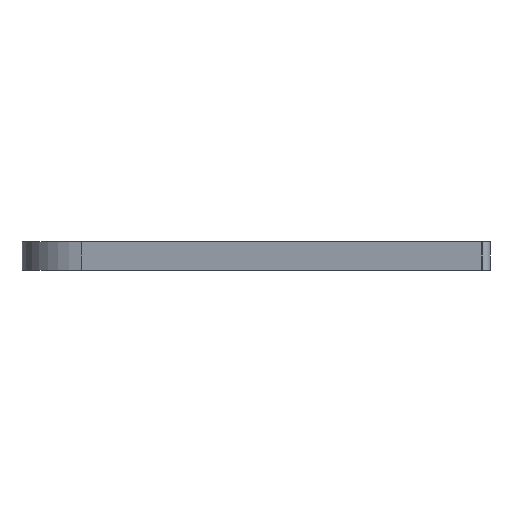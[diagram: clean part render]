
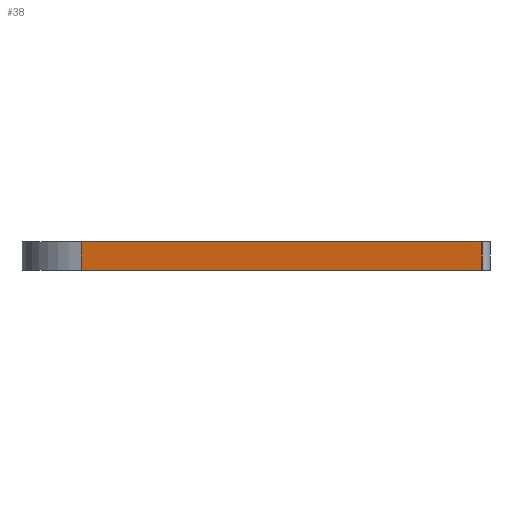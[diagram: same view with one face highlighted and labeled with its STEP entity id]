
A CAD part, left-side view. The second image highlights one B-rep face of the part: STEP entity #38.
In plain terms, the highlighted planar face has unit normal (-0.985, 0.174, 0).
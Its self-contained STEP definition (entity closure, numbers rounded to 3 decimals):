
#38 = ADVANCED_FACE ( 'NONE', ( #272 ), #525, .F. ) ;
#51 = CARTESIAN_POINT ( 'NONE',  ( -27.752, -4.264, 0. ) ) ;
#53 = VECTOR ( 'NONE', #669, 1000. ) ;
#117 = CARTESIAN_POINT ( 'NONE',  ( -37.549, -59.826, 4. ) ) ;
#125 = CARTESIAN_POINT ( 'NONE',  ( -27.752, -4.264, 4. ) ) ;
#144 = CARTESIAN_POINT ( 'NONE',  ( -37.549, -59.826, 4. ) ) ;
#150 = CARTESIAN_POINT ( 'NONE',  ( -37.549, -59.826, 0. ) ) ;
#166 = EDGE_LOOP ( 'NONE', ( #660, #592, #848, #562 ) ) ;
#170 = VECTOR ( 'NONE', #583, 1000. ) ;
#191 = LINE ( 'NONE', #456, #284 ) ;
#272 = FACE_OUTER_BOUND ( 'NONE', #166, .T. ) ;
#284 = VECTOR ( 'NONE', #399, 1000. ) ;
#298 = VECTOR ( 'NONE', #839, 1000. ) ;
#303 = EDGE_CURVE ( 'NONE', #845, #809, #505, .T. ) ;
#347 = DIRECTION ( 'NONE',  ( 0.985, -0.174, 0. ) ) ;
#388 = EDGE_CURVE ( 'NONE', #471, #809, #191, .T. ) ;
#399 = DIRECTION ( 'NONE',  ( -0.174, -0.985, 0. ) ) ;
#456 = CARTESIAN_POINT ( 'NONE',  ( -26.186, 4.617, 4. ) ) ;
#471 = VERTEX_POINT ( 'NONE', #125 ) ;
#505 = LINE ( 'NONE', #117, #298 ) ;
#525 = PLANE ( 'NONE',  #648 ) ;
#533 = CARTESIAN_POINT ( 'NONE',  ( -26.186, 4.617, 4. ) ) ;
#534 = CARTESIAN_POINT ( 'NONE',  ( -26.186, 4.617, 0. ) ) ;
#562 = ORIENTED_EDGE ( 'NONE', *, *, #570, .T. ) ;
#570 = EDGE_CURVE ( 'NONE', #471, #814, #727, .T. ) ;
#578 = EDGE_CURVE ( 'NONE', #814, #845, #738, .T. ) ;
#583 = DIRECTION ( 'NONE',  ( -0.174, -0.985, 0. ) ) ;
#592 = ORIENTED_EDGE ( 'NONE', *, *, #303, .T. ) ;
#648 = AXIS2_PLACEMENT_3D ( 'NONE', #533, #347, #876 ) ;
#660 = ORIENTED_EDGE ( 'NONE', *, *, #578, .T. ) ;
#669 = DIRECTION ( 'NONE',  ( 0., 0., -1. ) ) ;
#697 = CARTESIAN_POINT ( 'NONE',  ( -27.752, -4.264, 0. ) ) ;
#727 = LINE ( 'NONE', #51, #53 ) ;
#738 = LINE ( 'NONE', #534, #170 ) ;
#809 = VERTEX_POINT ( 'NONE', #144 ) ;
#814 = VERTEX_POINT ( 'NONE', #697 ) ;
#839 = DIRECTION ( 'NONE',  ( 0., 0., 1. ) ) ;
#845 = VERTEX_POINT ( 'NONE', #150 ) ;
#848 = ORIENTED_EDGE ( 'NONE', *, *, #388, .F. ) ;
#876 = DIRECTION ( 'NONE',  ( 0., 0., -1. ) ) ;
